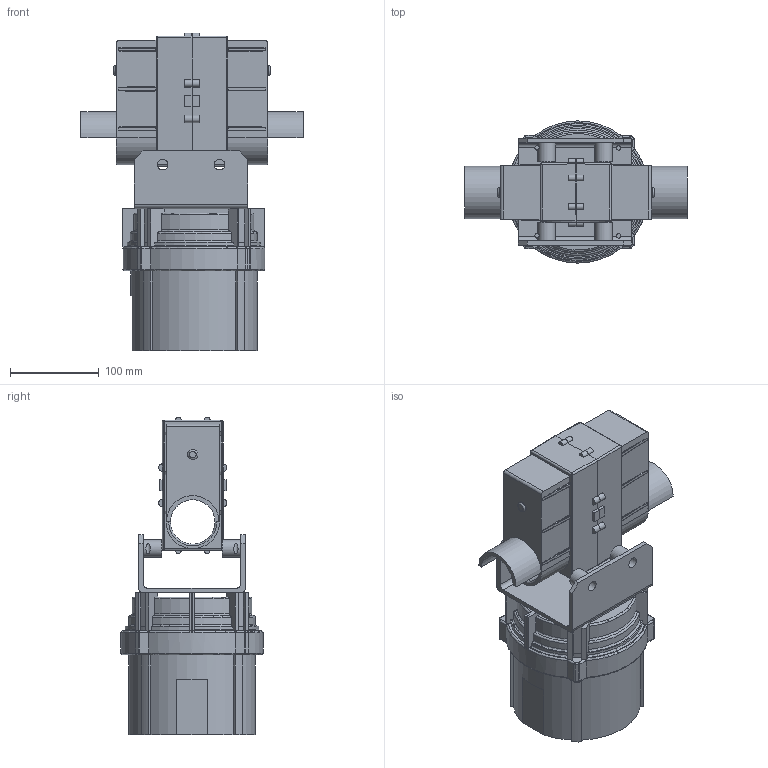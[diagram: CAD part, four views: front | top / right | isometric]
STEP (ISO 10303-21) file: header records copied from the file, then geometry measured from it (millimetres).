
FILE_DESCRIPTION(/* description */ (''),/* implementation_level */ '2;1');
FILE_NAME(/* name */ 'G-5500DC v4.step',/* time_stamp */ '2024-03-05T08:19:35+01:00',/* author */ (''),/* organization */ (''),/* preprocessor_version */ 'ST-DEVELOPER v20',/* originating_system */ 'Autodesk Translation Framework v12.20.1.177',/* authorisation */ '');
FILE_SCHEMA (('AUTOMOTIVE_DESIGN { 1 0 10303 214 3 1 1 }'));
Length unit declared in the file: millimetre
Products named in the file (6): G-5500DC; Azimuth_Rotator_Unit_Assembly; Azimuth_Rotator_Unit; U-bracket; Elevation_Rotator_Unit_Assembly; Elevation_Rotator_Unit
Assembly tree (6 placements, depth 3):
  G-5500DC
    Azimuth_Rotator_Unit_Assembly
      Azimuth_Rotator_Unit
    U-bracket
    Elevation_Rotator_Unit_Assembly
      Elevation_Rotator_Unit  x2
Bounding box: 250 x 160 x 357.46 mm (x, y, z)
Volume: 4019174.7 mm3; surface area: 343011.8 mm2
Topology: 16 solids, 16 shells, 568 faces, 1397 edges, 836 vertices
Faces by surface type: plane 247, cylinder 211, torus 60, sphere 30, bspline 20
Full cylindrical faces by diameter (mm): 5 x8, 11.491 x2, 12 x4, 20 x4, 50 x4
Entity records: 13323 total; most frequent: CARTESIAN_POINT 3123, DIRECTION 2208, ORIENTED_EDGE 2048, EDGE_CURVE 1024, AXIS2_PLACEMENT_3D 818, VERTEX_POINT 633, LINE 572, VECTOR 572
